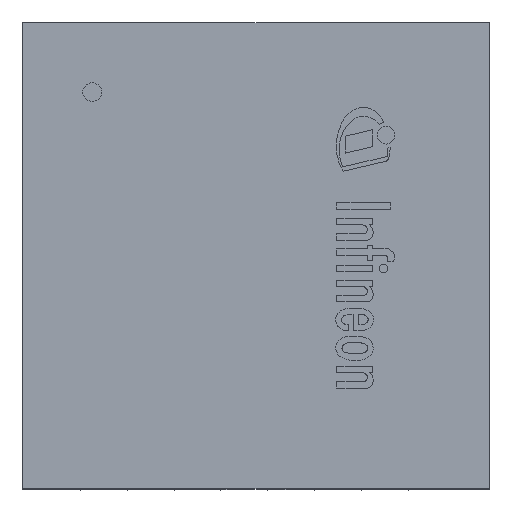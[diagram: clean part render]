
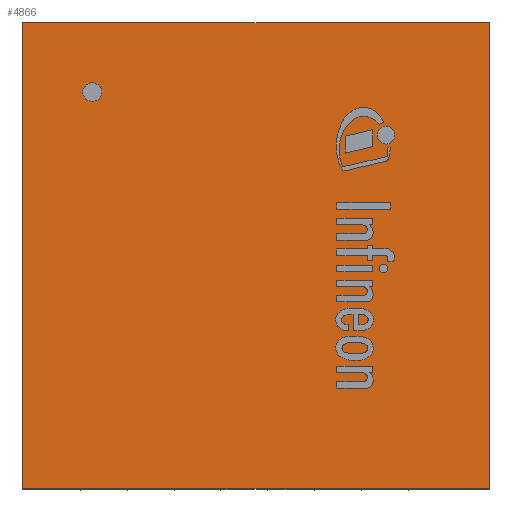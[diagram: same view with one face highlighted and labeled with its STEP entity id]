
A CAD part, top view. The second image highlights one B-rep face of the part: STEP entity #4866.
In plain terms, the highlighted planar face has unit normal (0, 0, 1).
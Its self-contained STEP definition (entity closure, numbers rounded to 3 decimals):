
#314=FACE_BOUND('',#1608,.T.);
#319=LINE('',#6903,#797);
#323=LINE('',#6911,#801);
#326=LINE('',#6917,#804);
#327=LINE('',#6918,#805);
#797=VECTOR('',#5640,1.);
#801=VECTOR('',#5646,1.);
#804=VECTOR('',#5651,1.);
#805=VECTOR('',#5652,1.);
#1278=FACE_OUTER_BOUND('',#1607,.T.);
#1607=EDGE_LOOP('',(#3199,#3200,#3201,#3202));
#1608=EDGE_LOOP('',(#3203));
#1939=CIRCLE('',#5245,0.1);
#2021=VERTEX_POINT('',#6901);
#2022=VERTEX_POINT('',#6902);
#2025=VERTEX_POINT('',#6910);
#2027=VERTEX_POINT('',#6916);
#2028=VERTEX_POINT('',#6919);
#2489=EDGE_CURVE('',#2021,#2022,#319,.T.);
#2493=EDGE_CURVE('',#2025,#2021,#323,.T.);
#2496=EDGE_CURVE('',#2022,#2027,#326,.T.);
#2497=EDGE_CURVE('',#2027,#2025,#327,.T.);
#2498=EDGE_CURVE('',#2028,#2028,#1939,.T.);
#3199=ORIENTED_EDGE('',*,*,#2489,.T.);
#3200=ORIENTED_EDGE('',*,*,#2496,.T.);
#3201=ORIENTED_EDGE('',*,*,#2497,.T.);
#3202=ORIENTED_EDGE('',*,*,#2493,.T.);
#3203=ORIENTED_EDGE('',*,*,#2498,.T.);
#4597=PLANE('',#5244);
#4866=ADVANCED_FACE('',(#1278,#314),#4597,.T.);
#5244=AXIS2_PLACEMENT_3D('',#6915,#5649,#5650);
#5245=AXIS2_PLACEMENT_3D('',#6920,#5653,#5654);
#5640=DIRECTION('',(-1.,0.,0.));
#5646=DIRECTION('',(0.,1.,0.));
#5649=DIRECTION('center_axis',(0.,0.,1.));
#5650=DIRECTION('ref_axis',(1.,0.,0.));
#5651=DIRECTION('',(0.,-1.,0.));
#5652=DIRECTION('',(1.,0.,0.));
#5653=DIRECTION('center_axis',(0.,0.,-1.));
#5654=DIRECTION('ref_axis',(-1.,0.,0.));
#6901=CARTESIAN_POINT('',(2.49,2.49,0.6));
#6902=CARTESIAN_POINT('',(-2.49,2.49,0.6));
#6903=CARTESIAN_POINT('',(0.,2.49,0.6));
#6910=CARTESIAN_POINT('',(2.49,-2.49,0.6));
#6911=CARTESIAN_POINT('',(2.49,0.002,0.6));
#6915=CARTESIAN_POINT('Origin',(0.,0.,0.6));
#6916=CARTESIAN_POINT('',(-2.49,-2.49,0.6));
#6917=CARTESIAN_POINT('',(-2.49,0.,0.6));
#6918=CARTESIAN_POINT('',(0.002,-2.49,0.6));
#6919=CARTESIAN_POINT('',(-1.65,1.75,0.6));
#6920=CARTESIAN_POINT('Origin',(-1.75,1.75,0.6));
